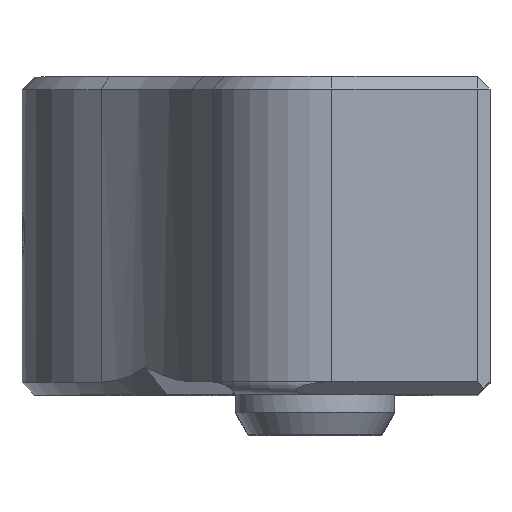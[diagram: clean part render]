
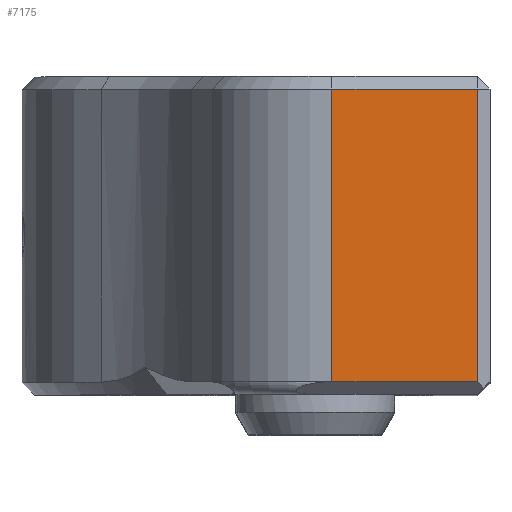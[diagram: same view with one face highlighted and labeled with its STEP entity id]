
A CAD part, top view. The second image highlights one B-rep face of the part: STEP entity #7175.
In plain terms, the highlighted planar face has unit normal (0, 0, 1).
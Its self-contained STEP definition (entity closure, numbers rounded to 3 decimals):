
#398=LINE('',#9663,#820);
#499=LINE('',#10144,#921);
#502=LINE('',#10151,#924);
#594=LINE('',#10636,#1016);
#820=VECTOR('',#8099,10.);
#921=VECTOR('',#8338,10.);
#924=VECTOR('',#8343,10.);
#1016=VECTOR('',#8629,10.);
#1309=PLANE('',#7714);
#1537=FACE_OUTER_BOUND('',#1988,.T.);
#1988=EDGE_LOOP('',(#5773,#5774,#5775,#5776));
#2956=VERTEX_POINT('',#9593);
#2963=VERTEX_POINT('',#9662);
#3012=VERTEX_POINT('',#10017);
#3044=VERTEX_POINT('',#10150);
#3714=EDGE_CURVE('',#2956,#2963,#398,.T.);
#3846=EDGE_CURVE('',#2963,#3012,#499,.T.);
#3849=EDGE_CURVE('',#3012,#3044,#502,.T.);
#4024=EDGE_CURVE('',#3044,#2956,#594,.T.);
#5773=ORIENTED_EDGE('',*,*,#3846,.F.);
#5774=ORIENTED_EDGE('',*,*,#3714,.F.);
#5775=ORIENTED_EDGE('',*,*,#4024,.F.);
#5776=ORIENTED_EDGE('',*,*,#3849,.F.);
#7175=ADVANCED_FACE('',(#1537),#1309,.F.);
#7714=AXIS2_PLACEMENT_3D('',#11321,#8769,#8770);
#8099=DIRECTION('',(0.,1.,0.));
#8338=DIRECTION('',(1.,0.,0.));
#8343=DIRECTION('',(0.,-1.,0.));
#8629=DIRECTION('',(-1.,0.,0.));
#8769=DIRECTION('center_axis',(0.,0.,-1.));
#8770=DIRECTION('ref_axis',(1.,0.,0.));
#9593=CARTESIAN_POINT('',(-4.968,0.4,-1.));
#9662=CARTESIAN_POINT('',(-4.968,9.6,-1.));
#9663=CARTESIAN_POINT('',(-4.968,10.,-1.));
#10017=CARTESIAN_POINT('',(-0.4,9.6,-1.));
#10144=CARTESIAN_POINT('',(-8.134,9.6,-1.));
#10150=CARTESIAN_POINT('',(-0.4,0.4,-1.));
#10151=CARTESIAN_POINT('',(-0.4,5.,-1.));
#10636=CARTESIAN_POINT('',(-8.134,0.4,-1.));
#11321=CARTESIAN_POINT('Origin',(-7.769,10.,-1.));
